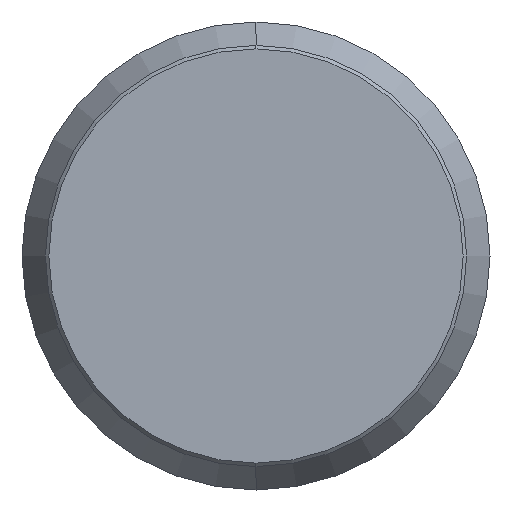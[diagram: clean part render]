
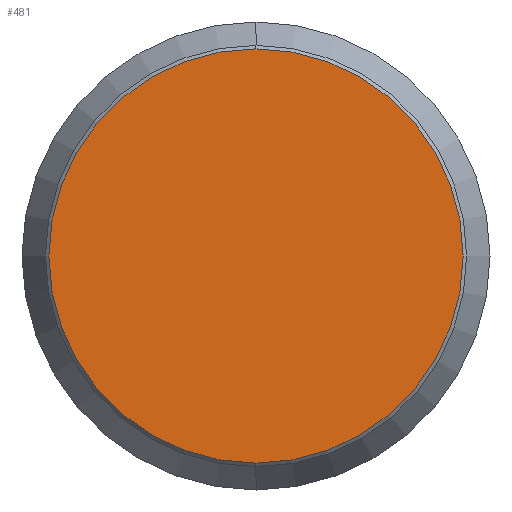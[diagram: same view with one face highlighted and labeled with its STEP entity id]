
A CAD part, left-side view. The second image highlights one B-rep face of the part: STEP entity #481.
In plain terms, the highlighted planar face has unit normal (-1, 0, 0).
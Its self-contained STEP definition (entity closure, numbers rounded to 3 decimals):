
#12 = CARTESIAN_POINT ( 'NONE',  ( 0., 0., 17.7 ) ) ;
#82 = DIRECTION ( 'NONE',  ( 0., 0., 1. ) ) ;
#125 = DIRECTION ( 'NONE',  ( 0., 0., 1. ) ) ;
#152 = VERTEX_POINT ( 'NONE', #12 ) ;
#158 = ORIENTED_EDGE ( 'NONE', *, *, #361, .T. ) ;
#173 = ORIENTED_EDGE ( 'NONE', *, *, #499, .T. ) ;
#188 = DIRECTION ( 'NONE',  ( -1., 0., 0. ) ) ;
#200 = AXIS2_PLACEMENT_3D ( 'NONE', #533, #318, #125 ) ;
#275 = FACE_OUTER_BOUND ( 'NONE', #502, .T. ) ;
#311 = DIRECTION ( 'NONE',  ( 1., 0., 0. ) ) ;
#318 = DIRECTION ( 'NONE',  ( -1., 0., 0. ) ) ;
#359 = CIRCLE ( 'NONE', #200, 17.7 ) ;
#361 = EDGE_CURVE ( 'NONE', #549, #152, #359, .T. ) ;
#375 = CARTESIAN_POINT ( 'NONE',  ( 0., 0., -17.7 ) ) ;
#430 = DIRECTION ( 'NONE',  ( 0., 0., -1. ) ) ;
#476 = AXIS2_PLACEMENT_3D ( 'NONE', #576, #311, #430 ) ;
#481 = ADVANCED_FACE ( 'NONE', ( #275 ), #583, .F. ) ;
#499 = EDGE_CURVE ( 'NONE', #152, #549, #535, .T. ) ;
#502 = EDGE_LOOP ( 'NONE', ( #158, #173 ) ) ;
#533 = CARTESIAN_POINT ( 'NONE',  ( 0., 0., 0. ) ) ;
#535 = CIRCLE ( 'NONE', #578, 17.7 ) ;
#549 = VERTEX_POINT ( 'NONE', #375 ) ;
#576 = CARTESIAN_POINT ( 'NONE',  ( 0., 0., 0. ) ) ;
#578 = AXIS2_PLACEMENT_3D ( 'NONE', #648, #188, #82 ) ;
#583 = PLANE ( 'NONE',  #476 ) ;
#648 = CARTESIAN_POINT ( 'NONE',  ( 0., 0., 0. ) ) ;
